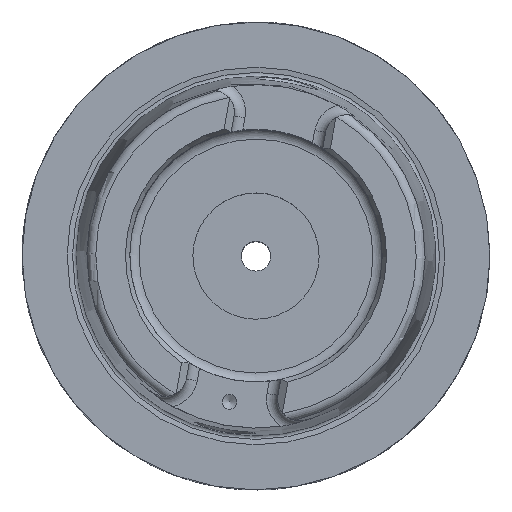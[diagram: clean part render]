
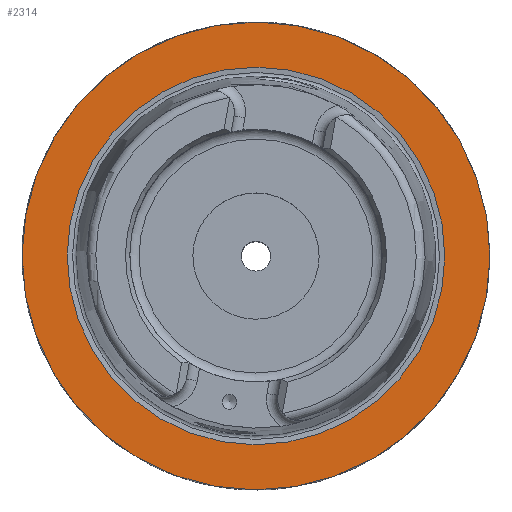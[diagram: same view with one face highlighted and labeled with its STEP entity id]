
A CAD part, top view. The second image highlights one B-rep face of the part: STEP entity #2314.
In plain terms, the highlighted planar face has unit normal (0, 0, 1).
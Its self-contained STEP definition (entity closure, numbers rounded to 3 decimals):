
#601=ORIENTED_EDGE('',*,*,#1209,.F.);
#602=ORIENTED_EDGE('',*,*,#1210,.F.);
#1209=EDGE_CURVE('',#1504,#1504,#1705,.T.);
#1210=EDGE_CURVE('',#1505,#1505,#1706,.T.);
#1504=VERTEX_POINT('',#3906);
#1505=VERTEX_POINT('',#3908);
#1705=CIRCLE('',#2570,25.42);
#1706=CIRCLE('',#2571,31.5);
#1841=EDGE_LOOP('',(#601));
#1842=EDGE_LOOP('',(#602));
#2055=FACE_BOUND('',#1841,.T.);
#2056=FACE_BOUND('',#1842,.T.);
#2238=PLANE('',#2569);
#2314=ADVANCED_FACE('',(#2055,#2056),#2238,.F.);
#2569=AXIS2_PLACEMENT_3D('',#3904,#3050,#3051);
#2570=AXIS2_PLACEMENT_3D('',#3905,#3052,#3053);
#2571=AXIS2_PLACEMENT_3D('',#3907,#3054,#3055);
#3050=DIRECTION('',(0.,0.,-1.));
#3051=DIRECTION('',(-0.984,0.179,0.));
#3052=DIRECTION('',(0.,0.,1.));
#3053=DIRECTION('',(0.179,0.984,0.));
#3054=DIRECTION('',(0.,0.,-1.));
#3055=DIRECTION('',(0.179,0.984,0.));
#3904=CARTESIAN_POINT('',(-25.012,4.538,0.));
#3905=CARTESIAN_POINT('',(0.,0.,0.));
#3906=CARTESIAN_POINT('',(4.538,25.012,0.));
#3907=CARTESIAN_POINT('',(0.,0.,0.));
#3908=CARTESIAN_POINT('',(5.623,30.994,0.));
